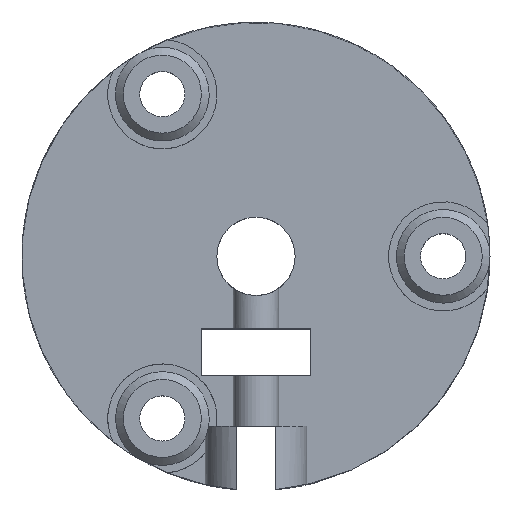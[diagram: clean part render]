
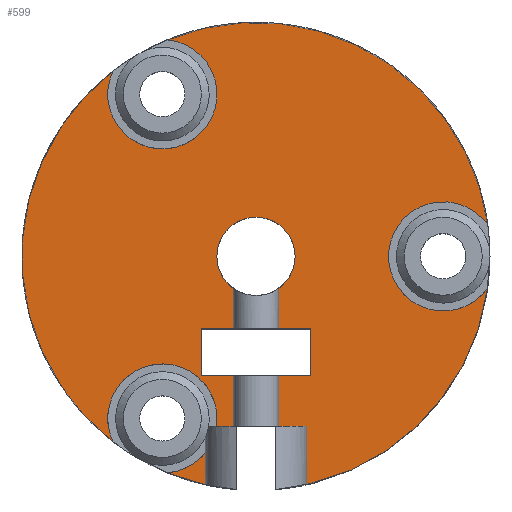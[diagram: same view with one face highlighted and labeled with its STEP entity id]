
A CAD part, top view. The second image highlights one B-rep face of the part: STEP entity #599.
In plain terms, the highlighted planar face has unit normal (0, 0, -1).
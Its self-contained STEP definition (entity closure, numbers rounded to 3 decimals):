
#35=LINE('',#1005,#74);
#36=LINE('',#1012,#75);
#37=LINE('',#1013,#76);
#38=LINE('',#1020,#77);
#39=LINE('',#1022,#78);
#40=LINE('',#1024,#79);
#41=LINE('',#1025,#80);
#74=VECTOR('',#786,10.);
#75=VECTOR('',#795,10.);
#76=VECTOR('',#796,10.);
#77=VECTOR('',#803,10.);
#78=VECTOR('',#804,10.);
#79=VECTOR('',#805,10.);
#80=VECTOR('',#806,10.);
#118=FACE_BOUND('',#174,.T.);
#119=FACE_BOUND('',#175,.T.);
#139=FACE_OUTER_BOUND('',#173,.T.);
#173=EDGE_LOOP('',(#444,#445,#446,#447,#448,#449,#450,#451,#452,#453));
#174=EDGE_LOOP('',(#454));
#175=EDGE_LOOP('',(#455,#456,#457,#458));
#208=CIRCLE('',#645,3.5);
#213=CIRCLE('',#653,3.5);
#216=CIRCLE('',#658,3.5);
#223=CIRCLE('',#669,15.);
#224=CIRCLE('',#670,15.);
#225=CIRCLE('',#671,15.);
#226=CIRCLE('',#672,15.);
#227=CIRCLE('',#673,2.51);
#254=VERTEX_POINT('',#921);
#255=VERTEX_POINT('',#923);
#260=VERTEX_POINT('',#938);
#261=VERTEX_POINT('',#940);
#266=VERTEX_POINT('',#953);
#267=VERTEX_POINT('',#955);
#275=VERTEX_POINT('',#989);
#276=VERTEX_POINT('',#1004);
#277=VERTEX_POINT('',#1009);
#278=VERTEX_POINT('',#1011);
#279=VERTEX_POINT('',#1016);
#280=VERTEX_POINT('',#1018);
#281=VERTEX_POINT('',#1019);
#282=VERTEX_POINT('',#1021);
#283=VERTEX_POINT('',#1023);
#314=EDGE_CURVE('',#254,#255,#208,.T.);
#322=EDGE_CURVE('',#260,#261,#213,.T.);
#328=EDGE_CURVE('',#267,#266,#216,.T.);
#341=EDGE_CURVE('',#276,#275,#35,.T.);
#343=EDGE_CURVE('',#260,#255,#223,.T.);
#344=EDGE_CURVE('',#277,#261,#224,.T.);
#345=EDGE_CURVE('',#277,#278,#36,.T.);
#346=EDGE_CURVE('',#278,#276,#37,.T.);
#347=EDGE_CURVE('',#267,#275,#225,.T.);
#348=EDGE_CURVE('',#254,#266,#226,.T.);
#349=EDGE_CURVE('',#279,#279,#227,.T.);
#350=EDGE_CURVE('',#280,#281,#38,.T.);
#351=EDGE_CURVE('',#281,#282,#39,.T.);
#352=EDGE_CURVE('',#282,#283,#40,.T.);
#353=EDGE_CURVE('',#283,#280,#41,.T.);
#444=ORIENTED_EDGE('',*,*,#314,.T.);
#445=ORIENTED_EDGE('',*,*,#343,.F.);
#446=ORIENTED_EDGE('',*,*,#322,.T.);
#447=ORIENTED_EDGE('',*,*,#344,.F.);
#448=ORIENTED_EDGE('',*,*,#345,.T.);
#449=ORIENTED_EDGE('',*,*,#346,.T.);
#450=ORIENTED_EDGE('',*,*,#341,.T.);
#451=ORIENTED_EDGE('',*,*,#347,.F.);
#452=ORIENTED_EDGE('',*,*,#328,.T.);
#453=ORIENTED_EDGE('',*,*,#348,.F.);
#454=ORIENTED_EDGE('',*,*,#349,.F.);
#455=ORIENTED_EDGE('',*,*,#350,.T.);
#456=ORIENTED_EDGE('',*,*,#351,.T.);
#457=ORIENTED_EDGE('',*,*,#352,.T.);
#458=ORIENTED_EDGE('',*,*,#353,.T.);
#579=PLANE('',#668);
#599=ADVANCED_FACE('',(#139,#118,#119),#579,.F.);
#645=AXIS2_PLACEMENT_3D('',#925,#731,#732);
#653=AXIS2_PLACEMENT_3D('',#942,#750,#751);
#658=AXIS2_PLACEMENT_3D('',#956,#763,#764);
#668=AXIS2_PLACEMENT_3D('',#1007,#789,#790);
#669=AXIS2_PLACEMENT_3D('',#1008,#791,#792);
#670=AXIS2_PLACEMENT_3D('',#1010,#793,#794);
#671=AXIS2_PLACEMENT_3D('',#1014,#797,#798);
#672=AXIS2_PLACEMENT_3D('',#1015,#799,#800);
#673=AXIS2_PLACEMENT_3D('',#1017,#801,#802);
#731=DIRECTION('center_axis',(0.,0.,
1.));
#732=DIRECTION('ref_axis',(1.,0.,0.));
#750=DIRECTION('center_axis',(0.,0.,
1.));
#751=DIRECTION('ref_axis',(1.,0.,0.));
#763=DIRECTION('center_axis',(0.,0.,
1.));
#764=DIRECTION('ref_axis',(1.,0.,0.));
#786=DIRECTION('',(0.,-1.,0.));
#789=DIRECTION('center_axis',(0.,0.,
1.));
#790=DIRECTION('ref_axis',(1.,0.,0.));
#791=DIRECTION('center_axis',(0.,0.,
1.));
#792=DIRECTION('ref_axis',(1.,0.,0.));
#793=DIRECTION('center_axis',(0.,0.,
1.));
#794=DIRECTION('ref_axis',(1.,0.,0.));
#795=DIRECTION('',(0.,1.,0.));
#796=DIRECTION('',(-1.,0.,0.));
#797=DIRECTION('center_axis',(0.,0.,
1.));
#798=DIRECTION('ref_axis',(1.,0.,0.));
#799=DIRECTION('center_axis',(0.,0.,
1.));
#800=DIRECTION('ref_axis',(1.,0.,0.));
#801=DIRECTION('center_axis',(0.,0.,
-1.));
#802=DIRECTION('ref_axis',(-1.,0.,0.));
#803=DIRECTION('',(0.,-1.,0.));
#804=DIRECTION('',(1.,0.,0.));
#805=DIRECTION('',(0.,1.,0.));
#806=DIRECTION('',(-1.,0.,0.));
#921=CARTESIAN_POINT('',(-9.174,11.868,27.1));
#923=CARTESIAN_POINT('',(-5.691,13.879,27.1));
#925=CARTESIAN_POINT('Origin',(-6.,10.392,27.1));
#938=CARTESIAN_POINT('',(14.865,2.011,27.1));
#940=CARTESIAN_POINT('',(14.865,-2.011,27.1));
#942=CARTESIAN_POINT('Origin',(12.,0.,27.1));
#953=CARTESIAN_POINT('',(-9.174,-11.868,27.1));
#955=CARTESIAN_POINT('',(-5.691,-13.879,27.1));
#956=CARTESIAN_POINT('Origin',(-6.,-10.392,27.1));
#989=CARTESIAN_POINT('',(-1.25,-14.948,27.1));
#1004=CARTESIAN_POINT('',(-1.25,-10.901,27.1));
#1005=CARTESIAN_POINT('',(-1.25,-10.901,27.1));
#1007=CARTESIAN_POINT('Origin',(0.,0.,
27.1));
#1008=CARTESIAN_POINT('Origin',(0.,0.,
27.1));
#1009=CARTESIAN_POINT('',(1.25,-14.948,27.1));
#1010=CARTESIAN_POINT('Origin',(0.,0.,
27.1));
#1011=CARTESIAN_POINT('',(1.25,-10.901,27.1));
#1012=CARTESIAN_POINT('',(1.25,-10.901,27.1));
#1013=CARTESIAN_POINT('',(0.,-10.901,27.1));
#1014=CARTESIAN_POINT('Origin',(0.,0.,
27.1));
#1015=CARTESIAN_POINT('Origin',(0.,0.,
27.1));
#1016=CARTESIAN_POINT('',(2.51,0.,27.1));
#1017=CARTESIAN_POINT('Origin',(0.,0.,
27.1));
#1018=CARTESIAN_POINT('',(-3.5,-4.651,27.1));
#1019=CARTESIAN_POINT('',(-3.5,-7.651,27.1));
#1020=CARTESIAN_POINT('',(-3.5,-3.826,27.1));
#1021=CARTESIAN_POINT('',(3.5,-7.651,27.1));
#1022=CARTESIAN_POINT('',(1.75,-7.651,27.1));
#1023=CARTESIAN_POINT('',(3.5,-4.651,27.1));
#1024=CARTESIAN_POINT('',(3.5,-2.326,27.1));
#1025=CARTESIAN_POINT('',(-1.75,-4.651,27.1));
